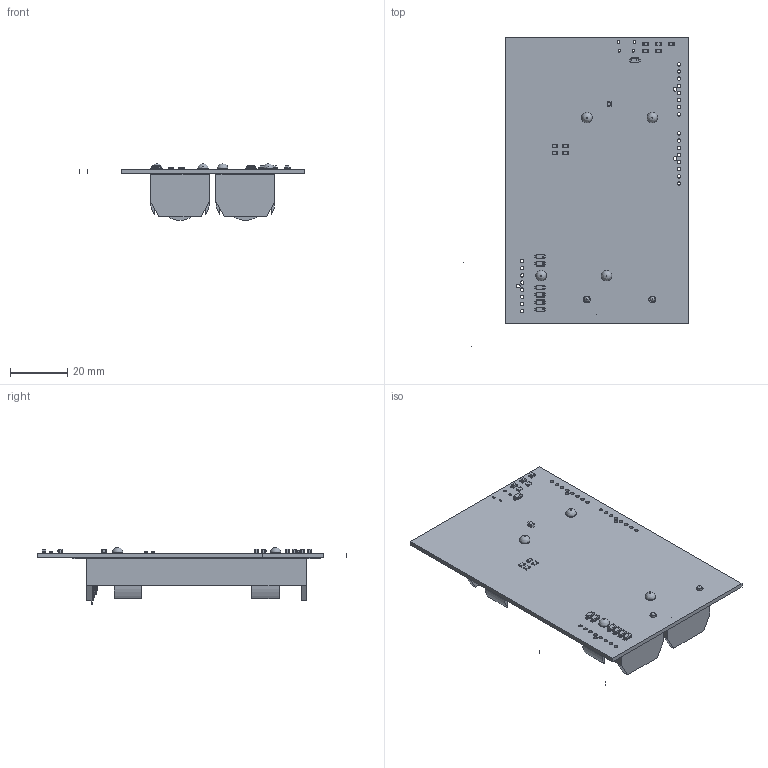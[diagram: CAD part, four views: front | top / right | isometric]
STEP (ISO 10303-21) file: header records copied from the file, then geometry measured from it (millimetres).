
FILE_DESCRIPTION(('KiCad electronic assembly'),'2;1');
FILE_NAME('Buoy PCB.step','2025-08-08T20:09:48',('Pcbnew'),('Kicad'), 'Open CASCADE STEP processor 7.8','KiCad to STEP converter','Unknown' );
FILE_SCHEMA(('AUTOMOTIVE_DESIGN { 1 0 10303 214 1 1 1 1 }'));
Length unit declared in the file: millimetre
Products named in the file (9): Buoy PCB 1; D_SOD-123; R_0805_2012Metric; LED_0805_2012Metric; C_0805_2012Metric; BatteryHolder_Keystone_1042_1x18650; Buoy PCB_PCB_1; Buoy PCB_PCB_2; Buoy PCB_PCB_3
Assembly tree (22 placements, depth 2):
  Buoy PCB 1
    D_SOD-123  x7
    R_0805_2012Metric  x6
    LED_0805_2012Metric  x3
    C_0805_2012Metric
    BatteryHolder_Keystone_1042_1x18650  x2
    Buoy PCB_PCB_1
    Buoy PCB_PCB_2
    Buoy PCB_PCB_3
Bounding box: 78.46 x 108.18 x 19.83 mm (x, y, z)
Volume: 21754.3 mm3; surface area: 28385.8 mm2
Topology: 38 solids, 38 shells, 981 faces, 2463 edges, 1568 vertices
Faces by surface type: plane 637, cylinder 226, bspline 112, revolution 6
Full cylindrical faces by diameter (mm): 0.02 x5, 1.2 x24, 1.3 x3, 1.57 x2, 2.39 x2, 2.4 x2, 3.45 x4, 3.68 x4, 4.8 x4, 7.2 x4, 9.6 x4, 12 x2
Entity records: 11549 total; most frequent: CARTESIAN_POINT 1718, DIRECTION 1602, ORIENTED_EDGE 1558, EDGE_CURVE 779, LINE 541, VECTOR 541, AXIS2_PLACEMENT_3D 529, VERTEX_POINT 503
